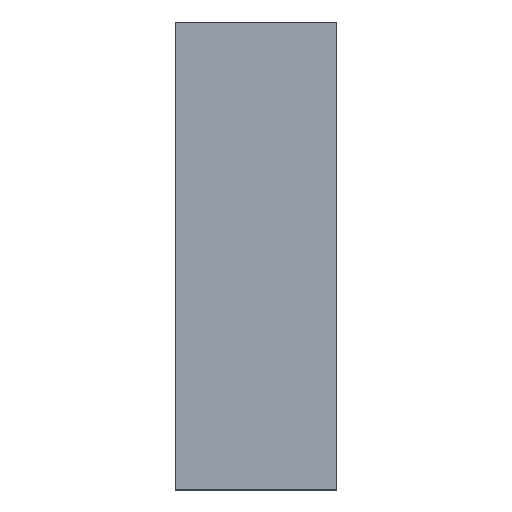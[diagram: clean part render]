
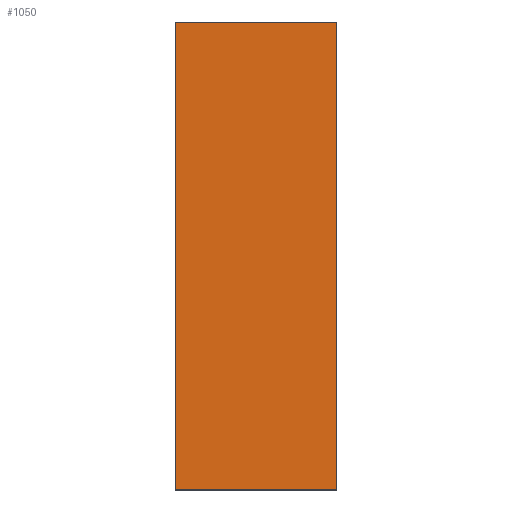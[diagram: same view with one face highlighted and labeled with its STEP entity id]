
A CAD part, top view. The second image highlights one B-rep face of the part: STEP entity #1050.
In plain terms, the highlighted planar face has unit normal (0, 0, 1).
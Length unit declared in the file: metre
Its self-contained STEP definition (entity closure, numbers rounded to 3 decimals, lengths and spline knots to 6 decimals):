
#266=ORIENTED_EDGE('',*,*,#420,.F.);
#267=ORIENTED_EDGE('',*,*,#424,.T.);
#268=ORIENTED_EDGE('',*,*,#427,.T.);
#269=ORIENTED_EDGE('',*,*,#429,.F.);
#420=EDGE_CURVE('',#520,#521,#640,.T.);
#424=EDGE_CURVE('',#520,#523,#644,.T.);
#427=EDGE_CURVE('',#523,#525,#647,.T.);
#429=EDGE_CURVE('',#521,#525,#649,.T.);
#520=VERTEX_POINT('',#1683);
#521=VERTEX_POINT('',#1685);
#523=VERTEX_POINT('',#1691);
#525=VERTEX_POINT('',#1697);
#640=LINE('',#1684,#772);
#644=LINE('',#1692,#776);
#647=LINE('',#1698,#779);
#649=LINE('',#1701,#781);
#772=VECTOR('',#1397,1.);
#776=VECTOR('',#1403,1.);
#779=VECTOR('',#1408,1.);
#781=VECTOR('',#1412,1.);
#858=EDGE_LOOP('',(#266,#267,#268,#269));
#924=FACE_BOUND('',#858,.T.);
#988=PLANE('',#1177);
#1050=ADVANCED_FACE('',(#924),#988,.T.);
#1177=AXIS2_PLACEMENT_3D('',#1702,#1413,#1414);
#1397=DIRECTION('',(0.,-1.,0.));
#1403=DIRECTION('',(-1.,0.,0.));
#1408=DIRECTION('',(0.,-1.,0.));
#1412=DIRECTION('',(-1.,0.,0.));
#1413=DIRECTION('',(0.,0.,1.));
#1414=DIRECTION('',(1.,0.,0.));
#1683=CARTESIAN_POINT('',(0.01625,0.047,0.0025));
#1684=CARTESIAN_POINT('',(0.01625,0.,0.0025));
#1685=CARTESIAN_POINT('',(0.01625,-0.047,0.0025));
#1691=CARTESIAN_POINT('',(-0.01625,0.047,0.0025));
#1692=CARTESIAN_POINT('',(0.,0.047,0.0025));
#1697=CARTESIAN_POINT('',(-0.01625,-0.047,0.0025));
#1698=CARTESIAN_POINT('',(-0.01625,0.,0.0025));
#1701=CARTESIAN_POINT('',(0.,-0.047,0.0025));
#1702=CARTESIAN_POINT('',(0.,0.,0.0025));
